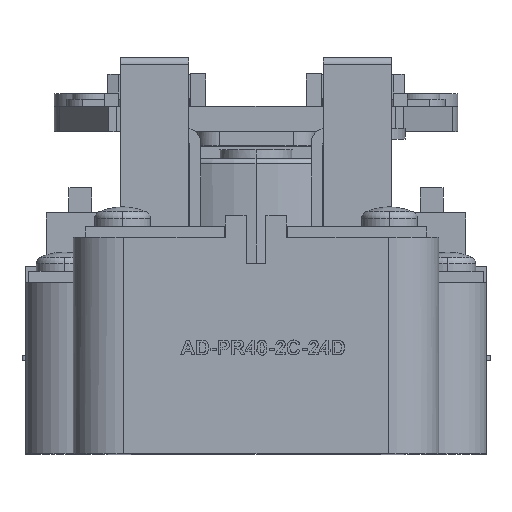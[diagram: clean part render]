
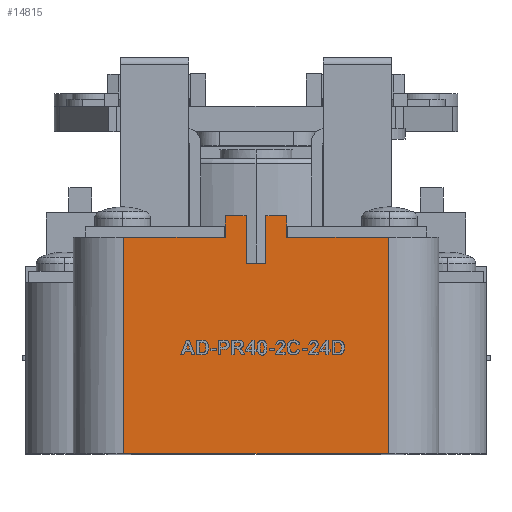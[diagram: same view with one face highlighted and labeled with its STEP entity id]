
A CAD part, top view. The second image highlights one B-rep face of the part: STEP entity #14815.
In plain terms, the highlighted planar face has unit normal (0, 0, 1).
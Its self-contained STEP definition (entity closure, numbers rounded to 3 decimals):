
#272 = DIRECTION ( 'NONE',  ( 0., 1., 0. ) ) ;
#500 = DIRECTION ( 'NONE',  ( 0., -1., 0. ) ) ;
#1316 = VECTOR ( 'NONE', #272, 1000. ) ;
#1338 = DIRECTION ( 'NONE',  ( 0., -1., 0. ) ) ;
#1515 = EDGE_CURVE ( 'NONE', #31482, #38849, #20117, .T. ) ;
#1562 = CARTESIAN_POINT ( 'NONE',  ( 4.25, 33., 50. ) ) ;
#2212 = CARTESIAN_POINT ( 'NONE',  ( -1.375, 26.34, 50. ) ) ;
#2646 = DIRECTION ( 'NONE',  ( 1., 0., 0. ) ) ;
#2650 = ORIENTED_EDGE ( 'NONE', *, *, #12334, .T. ) ;
#3078 = FACE_OUTER_BOUND ( 'NONE', #33502, .T. ) ;
#3390 = EDGE_CURVE ( 'NONE', #31050, #3398, #12567, .T. ) ;
#3398 = VERTEX_POINT ( 'NONE', #36094 ) ;
#4076 = LINE ( 'NONE', #21670, #26335 ) ;
#4251 = CARTESIAN_POINT ( 'NONE',  ( 18.375, 30., 50. ) ) ;
#4531 = DIRECTION ( 'NONE',  ( 0., 0., 1. ) ) ;
#4782 = VERTEX_POINT ( 'NONE', #31788 ) ;
#4911 = DIRECTION ( 'NONE',  ( 0., 1., 0. ) ) ;
#5089 = EDGE_CURVE ( 'NONE', #23442, #38849, #31853, .T. ) ;
#5551 = ORIENTED_EDGE ( 'NONE', *, *, #29329, .F. ) ;
#5758 = DIRECTION ( 'NONE',  ( 1., 0., 0. ) ) ;
#6081 = VERTEX_POINT ( 'NONE', #10203 ) ;
#6476 = AXIS2_PLACEMENT_3D ( 'NONE', #16614, #4531, #25727 ) ;
#7111 = DIRECTION ( 'NONE',  ( -1., 0., 0. ) ) ;
#8241 = VERTEX_POINT ( 'NONE', #10041 ) ;
#8278 = VECTOR ( 'NONE', #2646, 1000. ) ;
#8902 = CARTESIAN_POINT ( 'NONE',  ( -4.25, 33., 50. ) ) ;
#8912 = CARTESIAN_POINT ( 'NONE',  ( 4.25, 33., 50. ) ) ;
#9390 = LINE ( 'NONE', #18448, #1316 ) ;
#10041 = CARTESIAN_POINT ( 'NONE',  ( -4.25, 30., 50. ) ) ;
#10203 = CARTESIAN_POINT ( 'NONE',  ( 18.375, 0., 50. ) ) ;
#10306 = CARTESIAN_POINT ( 'NONE',  ( 18.375, 0., 50. ) ) ;
#11743 = LINE ( 'NONE', #1562, #17928 ) ;
#12007 = EDGE_CURVE ( 'NONE', #3398, #13909, #9390, .T. ) ;
#12062 = VECTOR ( 'NONE', #27315, 1000. ) ;
#12191 = LINE ( 'NONE', #10306, #32549 ) ;
#12213 = EDGE_CURVE ( 'NONE', #23442, #6081, #27809, .T. ) ;
#12334 = EDGE_CURVE ( 'NONE', #31050, #4782, #18350, .T. ) ;
#12420 = CARTESIAN_POINT ( 'NONE',  ( 1.375, 33., 50. ) ) ;
#12567 = LINE ( 'NONE', #23892, #20622 ) ;
#13253 = ORIENTED_EDGE ( 'NONE', *, *, #12213, .F. ) ;
#13866 = ORIENTED_EDGE ( 'NONE', *, *, #19979, .T. ) ;
#13909 = VERTEX_POINT ( 'NONE', #12420 ) ;
#14815 = ADVANCED_FACE ( 'NONE', ( #3078 ), #28613, .T. ) ;
#16614 = CARTESIAN_POINT ( 'NONE',  ( 18.375, 30., 50. ) ) ;
#16684 = DIRECTION ( 'NONE',  ( 1., 0., 0. ) ) ;
#17763 = VECTOR ( 'NONE', #500, 1000. ) ;
#17928 = VECTOR ( 'NONE', #16684, 1000. ) ;
#18350 = LINE ( 'NONE', #26089, #27318 ) ;
#18448 = CARTESIAN_POINT ( 'NONE',  ( 1.375, 26.34, 50. ) ) ;
#18695 = CARTESIAN_POINT ( 'NONE',  ( -4.25, 33., 50. ) ) ;
#18821 = VECTOR ( 'NONE', #1338, 1000. ) ;
#19979 = EDGE_CURVE ( 'NONE', #28696, #8241, #37509, .T. ) ;
#20083 = DIRECTION ( 'NONE',  ( -1., 0., 0. ) ) ;
#20117 = LINE ( 'NONE', #24276, #12062 ) ;
#20622 = VECTOR ( 'NONE', #5758, 1000. ) ;
#21396 = VECTOR ( 'NONE', #29757, 1000. ) ;
#21670 = CARTESIAN_POINT ( 'NONE',  ( 18.375, 30., 50. ) ) ;
#22964 = EDGE_CURVE ( 'NONE', #8241, #23977, #4076, .T. ) ;
#23442 = VERTEX_POINT ( 'NONE', #30342 ) ;
#23831 = VECTOR ( 'NONE', #20083, 1000. ) ;
#23892 = CARTESIAN_POINT ( 'NONE',  ( 1.375, 26.34, 50. ) ) ;
#23977 = VERTEX_POINT ( 'NONE', #27457 ) ;
#24276 = CARTESIAN_POINT ( 'NONE',  ( 4.25, 33., 50. ) ) ;
#25215 = ORIENTED_EDGE ( 'NONE', *, *, #5089, .T. ) ;
#25477 = CARTESIAN_POINT ( 'NONE',  ( 4.25, 33., 50. ) ) ;
#25727 = DIRECTION ( 'NONE',  ( 1., 0., 0. ) ) ;
#25786 = LINE ( 'NONE', #27625, #17763 ) ;
#26089 = CARTESIAN_POINT ( 'NONE',  ( -1.375, 26.34, 50. ) ) ;
#26335 = VECTOR ( 'NONE', #27749, 1000. ) ;
#27315 = DIRECTION ( 'NONE',  ( 0., -1., 0. ) ) ;
#27318 = VECTOR ( 'NONE', #4911, 1000. ) ;
#27457 = CARTESIAN_POINT ( 'NONE',  ( -18.375, 30., 50. ) ) ;
#27625 = CARTESIAN_POINT ( 'NONE',  ( -18.375, 30., 50. ) ) ;
#27749 = DIRECTION ( 'NONE',  ( -1., 0., 0. ) ) ;
#27809 = LINE ( 'NONE', #4251, #18821 ) ;
#28114 = ORIENTED_EDGE ( 'NONE', *, *, #35772, .F. ) ;
#28338 = VERTEX_POINT ( 'NONE', #34402 ) ;
#28613 = PLANE ( 'NONE',  #6476 ) ;
#28696 = VERTEX_POINT ( 'NONE', #18695 ) ;
#29329 = EDGE_CURVE ( 'NONE', #28696, #4782, #11743, .T. ) ;
#29757 = DIRECTION ( 'NONE',  ( 0., -1., 0. ) ) ;
#30342 = CARTESIAN_POINT ( 'NONE',  ( 18.375, 30., 50. ) ) ;
#30710 = EDGE_CURVE ( 'NONE', #13909, #31482, #32406, .T. ) ;
#31050 = VERTEX_POINT ( 'NONE', #2212 ) ;
#31482 = VERTEX_POINT ( 'NONE', #25477 ) ;
#31788 = CARTESIAN_POINT ( 'NONE',  ( -1.375, 33., 50. ) ) ;
#31853 = LINE ( 'NONE', #38090, #23831 ) ;
#32304 = EDGE_CURVE ( 'NONE', #23977, #28338, #25786, .T. ) ;
#32406 = LINE ( 'NONE', #8912, #8278 ) ;
#32549 = VECTOR ( 'NONE', #7111, 1000. ) ;
#32916 = ORIENTED_EDGE ( 'NONE', *, *, #30710, .F. ) ;
#33502 = EDGE_LOOP ( 'NONE', ( #2650, #5551, #13866, #36353, #36397, #28114, #13253, #25215, #34081, #32916, #36778, #33839 ) ) ;
#33839 = ORIENTED_EDGE ( 'NONE', *, *, #3390, .F. ) ;
#34081 = ORIENTED_EDGE ( 'NONE', *, *, #1515, .F. ) ;
#34402 = CARTESIAN_POINT ( 'NONE',  ( -18.375, 0., 50. ) ) ;
#35266 = CARTESIAN_POINT ( 'NONE',  ( 4.25, 30., 50. ) ) ;
#35772 = EDGE_CURVE ( 'NONE', #6081, #28338, #12191, .T. ) ;
#36094 = CARTESIAN_POINT ( 'NONE',  ( 1.375, 26.34, 50. ) ) ;
#36353 = ORIENTED_EDGE ( 'NONE', *, *, #22964, .T. ) ;
#36397 = ORIENTED_EDGE ( 'NONE', *, *, #32304, .T. ) ;
#36778 = ORIENTED_EDGE ( 'NONE', *, *, #12007, .F. ) ;
#37509 = LINE ( 'NONE', #8902, #21396 ) ;
#38090 = CARTESIAN_POINT ( 'NONE',  ( 18.375, 30., 50. ) ) ;
#38849 = VERTEX_POINT ( 'NONE', #35266 ) ;
